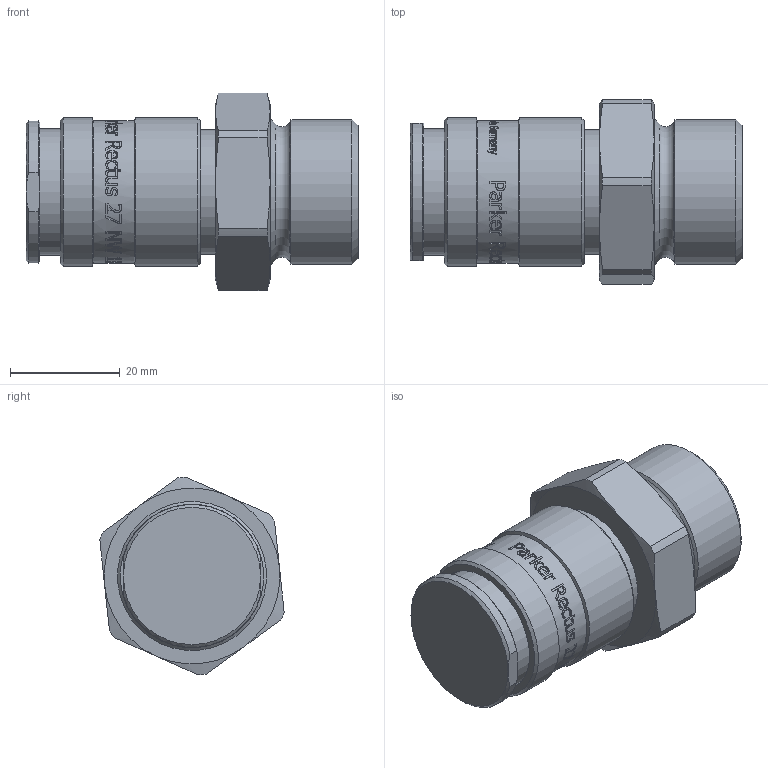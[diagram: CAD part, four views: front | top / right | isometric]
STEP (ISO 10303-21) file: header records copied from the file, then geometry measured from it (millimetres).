
FILE_DESCRIPTION((''),'2;1');
FILE_NAME('27kaaw26rvx.stp','2014-09-03T07:25:38',('IA176480'),(''),'Autodesk Inventor 2013','Autodesk Inventor 2013','');
FILE_SCHEMA(('AUTOMOTIVE_DESIGN { 1 0 10303 214 1 1 1 1 }'));
Length unit declared in the file: millimetre
Products named in the file (1): D110811
Bounding box: 60.45 x 33.58 x 36.03 mm (x, y, z)
Volume: 33647.4 mm3; surface area: 11385.4 mm2
Topology: 2 solids, 2 shells, 825 faces, 2224 edges, 1473 vertices
Faces by surface type: bspline 385, plane 320, cylinder 87, cone 32, torus 1
Full cylindrical faces by diameter (mm): 20 x1, 20.3 x1, 20.95 x1, 22.75 x1, 23.1 x1, 23.35 x1, 23.55 x1, 26 x1, 26.441 x1, 27.15 x2
Entity records: 126204 total; most frequent: CARTESIAN_POINT 107966, ORIENTED_EDGE 4370, DIRECTION 2187, EDGE_CURVE 2185, VERTEX_POINT 1465, B_SPLINE_CURVE_WITH_KNOTS 1066, EDGE_LOOP 924, VECTOR 865
